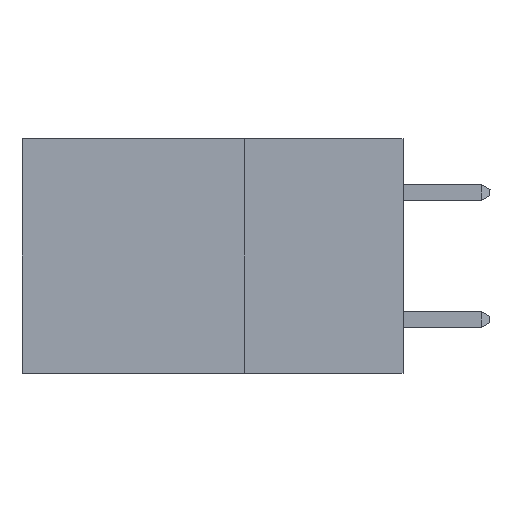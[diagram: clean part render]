
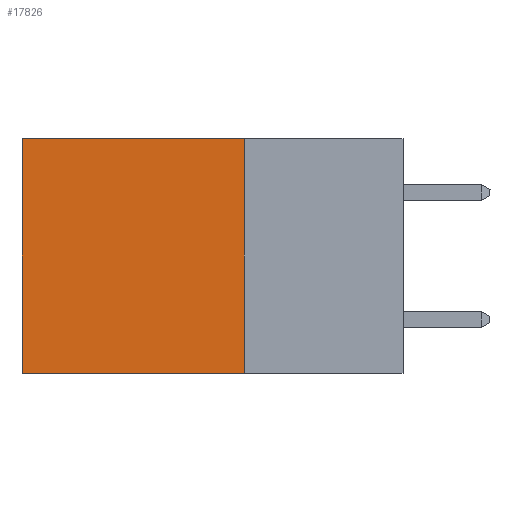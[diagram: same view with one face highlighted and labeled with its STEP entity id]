
A CAD part, left-side view. The second image highlights one B-rep face of the part: STEP entity #17826.
In plain terms, the highlighted planar face has unit normal (-1, 0, 0).
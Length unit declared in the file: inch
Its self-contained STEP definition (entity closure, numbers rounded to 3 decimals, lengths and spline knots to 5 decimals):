
#475 = CARTESIAN_POINT ( 'NONE',  ( 0.2875, 0.6, 0. ) ) ;
#2497 = LINE ( 'NONE', #23151, #21856 ) ;
#3861 = VECTOR ( 'NONE', #22689, 39.37008 ) ;
#4498 = CARTESIAN_POINT ( 'NONE',  ( 0.2875, 0.25, -0.37 ) ) ;
#5200 = DIRECTION ( 'NONE',  ( 0., 0., -1. ) ) ;
#6262 = ORIENTED_EDGE ( 'NONE', *, *, #12308, .T. ) ;
#6416 = FACE_OUTER_BOUND ( 'NONE', #17021, .T. ) ;
#6557 = DIRECTION ( 'NONE',  ( 0., 0., -1. ) ) ;
#6970 = CARTESIAN_POINT ( 'NONE',  ( 0.2875, 0.25, 0. ) ) ;
#8711 = PLANE ( 'NONE',  #12505 ) ;
#8730 = VECTOR ( 'NONE', #8993, 39.37008 ) ;
#8797 = CARTESIAN_POINT ( 'NONE',  ( 0.2875, 0.25, 0. ) ) ;
#8993 = DIRECTION ( 'NONE',  ( 0., 1., 0. ) ) ;
#9594 = EDGE_CURVE ( 'NONE', #10737, #21179, #2497, .T. ) ;
#9774 = ORIENTED_EDGE ( 'NONE', *, *, #9594, .T. ) ;
#10423 = DIRECTION ( 'NONE',  ( 1., 0., 0. ) ) ;
#10737 = VERTEX_POINT ( 'NONE', #475 ) ;
#11469 = EDGE_CURVE ( 'NONE', #17843, #12407, #13357, .T. ) ;
#12308 = EDGE_CURVE ( 'NONE', #17843, #10737, #15944, .T. ) ;
#12407 = VERTEX_POINT ( 'NONE', #21848 ) ;
#12460 = DIRECTION ( 'NONE',  ( 0., 0., -1. ) ) ;
#12505 = AXIS2_PLACEMENT_3D ( 'NONE', #16127, #10423, #5200 ) ;
#13040 = LINE ( 'NONE', #4498, #3861 ) ;
#13357 = LINE ( 'NONE', #19090, #23819 ) ;
#15944 = LINE ( 'NONE', #6970, #8730 ) ;
#16127 = CARTESIAN_POINT ( 'NONE',  ( 0.2875, 0.25, 0. ) ) ;
#17021 = EDGE_LOOP ( 'NONE', ( #9774, #22280, #23315, #6262 ) ) ;
#17826 = ADVANCED_FACE ( 'NONE', ( #6416 ), #8711, .F. ) ;
#17843 = VERTEX_POINT ( 'NONE', #8797 ) ;
#19090 = CARTESIAN_POINT ( 'NONE',  ( 0.2875, 0.25, 0. ) ) ;
#19822 = CARTESIAN_POINT ( 'NONE',  ( 0.2875, 0.6, -0.37 ) ) ;
#21179 = VERTEX_POINT ( 'NONE', #19822 ) ;
#21848 = CARTESIAN_POINT ( 'NONE',  ( 0.2875, 0.25, -0.37 ) ) ;
#21856 = VECTOR ( 'NONE', #6557, 39.37008 ) ;
#22280 = ORIENTED_EDGE ( 'NONE', *, *, #23131, .F. ) ;
#22689 = DIRECTION ( 'NONE',  ( 0., 1., 0. ) ) ;
#23131 = EDGE_CURVE ( 'NONE', #12407, #21179, #13040, .T. ) ;
#23151 = CARTESIAN_POINT ( 'NONE',  ( 0.2875, 0.6, 0. ) ) ;
#23315 = ORIENTED_EDGE ( 'NONE', *, *, #11469, .F. ) ;
#23819 = VECTOR ( 'NONE', #12460, 39.37008 ) ;
